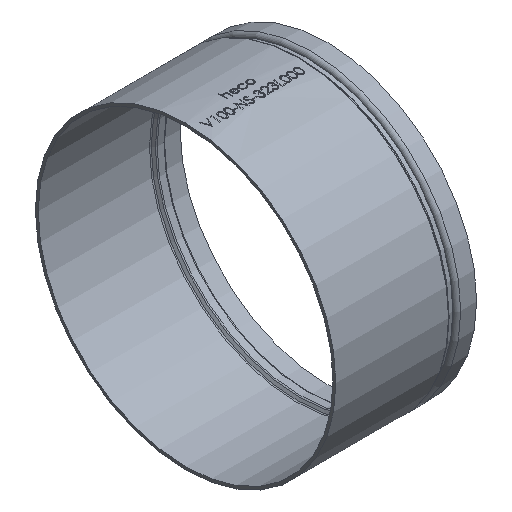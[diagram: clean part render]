
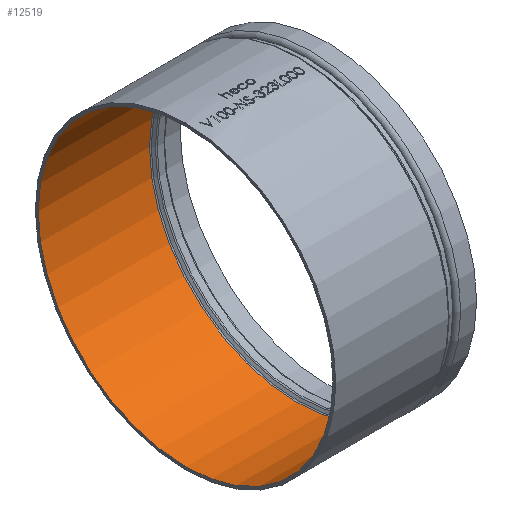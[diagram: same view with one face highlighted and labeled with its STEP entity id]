
A CAD part, isometric view. The second image highlights one B-rep face of the part: STEP entity #12519.
In plain terms, the highlighted cylindrical face has radius 158.928 mm (diameter 317.856 mm), a full revolution.
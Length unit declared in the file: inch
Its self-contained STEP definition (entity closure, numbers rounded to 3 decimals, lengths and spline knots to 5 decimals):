
#571 = CARTESIAN_POINT ( 'NONE',  ( 0., 0., 0. ) ) ;
#719 = FACE_OUTER_BOUND ( 'NONE', #9023, .T. ) ;
#816 = EDGE_CURVE ( 'NONE', #10948, #10948, #8936, .T. ) ;
#1551 = DIRECTION ( 'NONE',  ( 0., -1., 0. ) ) ;
#2052 = DIRECTION ( 'NONE',  ( 1., 0., 0. ) ) ;
#2583 = AXIS2_PLACEMENT_3D ( 'NONE', #9250, #7665, #7842 ) ;
#2648 = VERTEX_POINT ( 'NONE', #12867 ) ;
#3641 = ORIENTED_EDGE ( 'NONE', *, *, #8501, .F. ) ;
#5415 = FACE_OUTER_BOUND ( 'NONE', #10820, .T. ) ;
#7088 = CARTESIAN_POINT ( 'NONE',  ( 4.72381, -6.257, 0. ) ) ;
#7665 = DIRECTION ( 'NONE',  ( 1., 0., 0. ) ) ;
#7842 = DIRECTION ( 'NONE',  ( 0., 1., 0. ) ) ;
#8501 = EDGE_CURVE ( 'NONE', #2648, #2648, #14915, .T. ) ;
#8684 = AXIS2_PLACEMENT_3D ( 'NONE', #13047, #15733, #1551 ) ;
#8936 = CIRCLE ( 'NONE', #8684, 6.257 ) ;
#9023 = EDGE_LOOP ( 'NONE', ( #13831 ) ) ;
#9250 = CARTESIAN_POINT ( 'NONE',  ( 2.37752, 0., 0. ) ) ;
#10820 = EDGE_LOOP ( 'NONE', ( #3641 ) ) ;
#10948 = VERTEX_POINT ( 'NONE', #7088 ) ;
#11421 = AXIS2_PLACEMENT_3D ( 'NONE', #571, #2052, #17636 ) ;
#12519 = ADVANCED_FACE ( 'NONE', ( #5415, #719 ), #12574, .F. ) ;
#12574 = CYLINDRICAL_SURFACE ( 'NONE', #2583, 6.257 ) ;
#12867 = CARTESIAN_POINT ( 'NONE',  ( 0., 0., -6.257 ) ) ;
#13047 = CARTESIAN_POINT ( 'NONE',  ( 4.72381, 0., 0. ) ) ;
#13831 = ORIENTED_EDGE ( 'NONE', *, *, #816, .F. ) ;
#14915 = CIRCLE ( 'NONE', #11421, 6.257 ) ;
#15733 = DIRECTION ( 'NONE',  ( -1., 0., 0. ) ) ;
#17636 = DIRECTION ( 'NONE',  ( 0., 0., -1. ) ) ;
